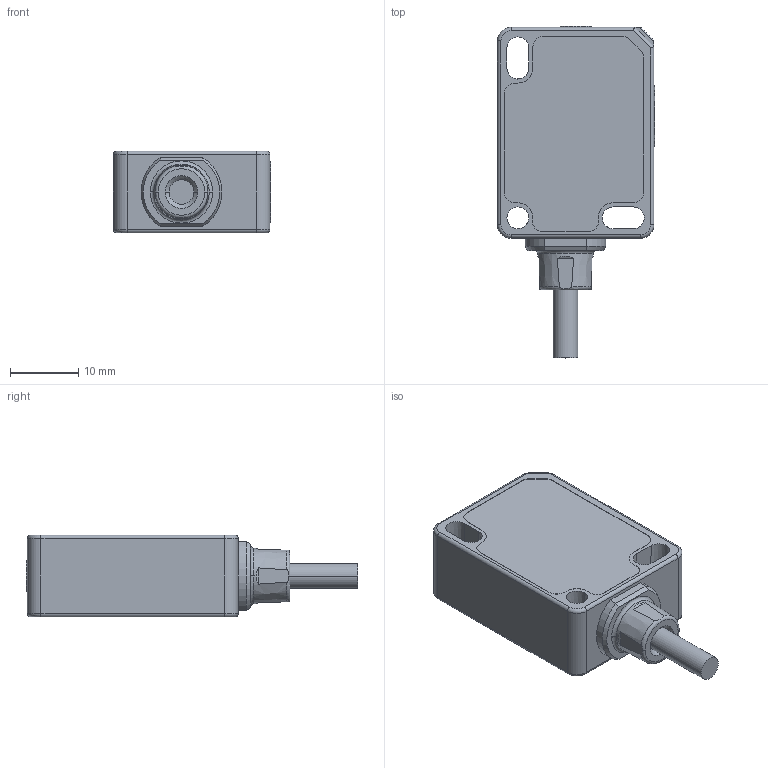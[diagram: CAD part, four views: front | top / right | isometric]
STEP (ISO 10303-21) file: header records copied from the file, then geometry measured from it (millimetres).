
FILE_DESCRIPTION((''),'2;1');
FILE_NAME('DM_CAD-2576_SCHRUMPF_ASM','2017-05-05T',('creinig-se'),(''),'PRO/ENGINEER BY PARAMETRIC TECHNOLOGY CORPORATION, 2015440','PRO/ENGINEER BY PARAMETRIC TECHNOLOGY CORPORATION, 2015440','');
FILE_SCHEMA(('CONFIG_CONTROL_DESIGN'));
Length unit declared in the file: millimetre
Products named in the file (4): DM_CAD-2576_SW0001_TEILW; DM_CAD-2522_KNOPF; DM_CAD-2522_LED; DM_CAD-2576_SCHRUMPF_ASM
Assembly tree (3 placements, depth 2):
  DM_CAD-2576_SCHRUMPF_ASM
    DM_CAD-2576_SW0001_TEILW
    DM_CAD-2522_KNOPF
    DM_CAD-2522_LED
Bounding box: 23.09 x 48.8 x 12 mm (x, y, z)
Volume: 8493.7 mm3; surface area: 4146.4 mm2
Topology: 3 solids, 3 shells, 508 faces, 1332 edges, 861 vertices
Faces by surface type: plane 284, cylinder 163, cone 24, torus 21, sphere 16
Entity records: 19988 total; most frequent: CARTESIAN_POINT 3727, ORIENTED_EDGE 2622, DIRECTION 2462, EDGE_CURVE 1311, PRESENTATION_STYLE_ASSIGNMENT 963, STYLED_ITEM 963, VERTEX_POINT 853, VECTOR 824
